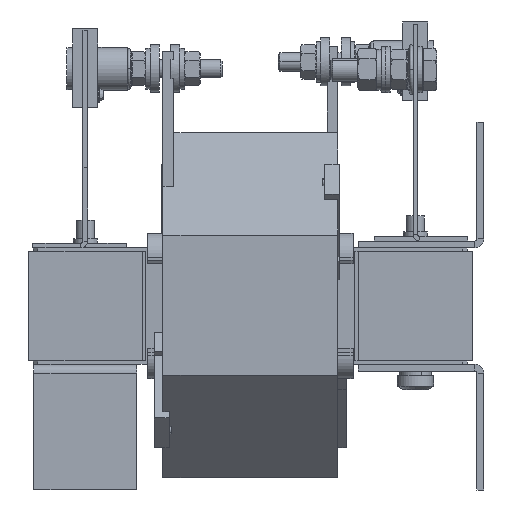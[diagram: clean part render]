
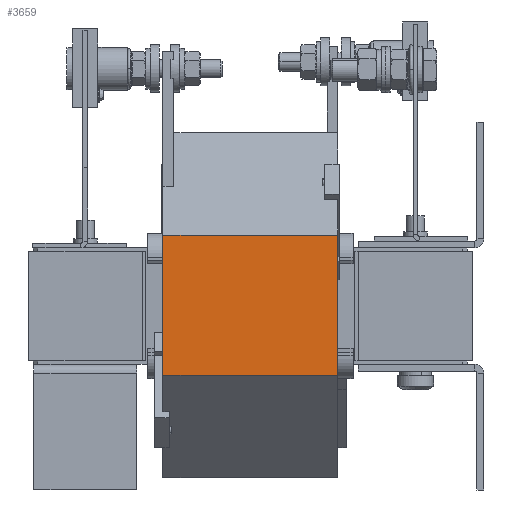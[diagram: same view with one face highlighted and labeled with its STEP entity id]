
A CAD part, left-side view. The second image highlights one B-rep face of the part: STEP entity #3659.
In plain terms, the highlighted planar face has unit normal (-1, 0, 0).
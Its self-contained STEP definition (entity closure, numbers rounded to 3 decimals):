
#452 = AXIS2_PLACEMENT_3D ( 'NONE', #2590, #24074, #31088 ) ;
#455 = VECTOR ( 'NONE', #15858, 1000. ) ;
#2348 = EDGE_CURVE ( 'Defeature ausgef�hrt2_249+Defeature ausgef�hrt2_248+Defeature ausgef�hrt2_234+Defeature ausgef�hrt2_237', #8657, #42237, #7865, .T. ) ;
#2590 = CARTESIAN_POINT ( 'NONE',  ( -237.256, 110.5, 31.134 ) ) ;
#2625 = CARTESIAN_POINT ( 'NONE',  ( -237.256, 110.5, 31.134 ) ) ;
#3659 = ADVANCED_FACE ( 'Defeature ausgef�hrt2_249', ( #4186 ), #35237, .F. ) ;
#4186 = FACE_OUTER_BOUND ( 'NONE', #33861, .T. ) ;
#7234 = ORIENTED_EDGE ( 'NONE', *, *, #2348, .T. ) ;
#7865 = LINE ( 'NONE', #38908, #12404 ) ;
#8657 = VERTEX_POINT ( 'NONE', #11119 ) ;
#11119 = CARTESIAN_POINT ( 'NONE',  ( -237.256, 110.5, -30.366 ) ) ;
#11654 = CARTESIAN_POINT ( 'NONE',  ( -237.256, 34., 31.134 ) ) ;
#12404 = VECTOR ( 'NONE', #13737, 1000. ) ;
#13737 = DIRECTION ( 'NONE',  ( 0., -1., 0. ) ) ;
#15410 = CARTESIAN_POINT ( 'NONE',  ( -237.256, 110.5, 31.134 ) ) ;
#15858 = DIRECTION ( 'NONE',  ( 0., 0., 1. ) ) ;
#16511 = DIRECTION ( 'NONE',  ( 0., -1., 0. ) ) ;
#17978 = VERTEX_POINT ( 'NONE', #35371 ) ;
#19592 = DIRECTION ( 'NONE',  ( 0., 0., 1. ) ) ;
#19855 = LINE ( 'NONE', #15410, #455 ) ;
#21834 = EDGE_CURVE ( 'Defeature ausgef�hrt2_249+Defeature ausgef�hrt2_237+Defeature ausgef�hrt2_248+Defeature ausgef�hrt2_242', #42237, #17978, #33128, .T. ) ;
#22577 = LINE ( 'NONE', #2625, #28812 ) ;
#23865 = ORIENTED_EDGE ( 'NONE', *, *, #26208, .F. ) ;
#24074 = DIRECTION ( 'NONE',  ( 1., 0., 0. ) ) ;
#26208 = EDGE_CURVE ( 'Defeature ausgef�hrt2_242+Defeature ausgef�hrt2_249+Defeature ausgef�hrt2_234+Defeature ausgef�hrt2_237', #29415, #17978, #22577, .T. ) ;
#26802 = CARTESIAN_POINT ( 'NONE',  ( -237.256, 110.5, 31.134 ) ) ;
#27435 = VECTOR ( 'NONE', #19592, 1000. ) ;
#28812 = VECTOR ( 'NONE', #16511, 1000. ) ;
#29415 = VERTEX_POINT ( 'NONE', #26802 ) ;
#29428 = CARTESIAN_POINT ( 'NONE',  ( -237.256, 34., -30.366 ) ) ;
#31088 = DIRECTION ( 'NONE',  ( 0., -1., 0. ) ) ;
#33128 = LINE ( 'NONE', #11654, #27435 ) ;
#33861 = EDGE_LOOP ( 'NONE', ( #34561, #23865, #44169, #7234 ) ) ;
#34561 = ORIENTED_EDGE ( 'NONE', *, *, #21834, .T. ) ;
#35237 = PLANE ( 'NONE',  #452 ) ;
#35371 = CARTESIAN_POINT ( 'NONE',  ( -237.256, 34., 31.134 ) ) ;
#37251 = EDGE_CURVE ( 'Defeature ausgef�hrt2_234+Defeature ausgef�hrt2_249+Defeature ausgef�hrt2_248+Defeature ausgef�hrt2_242', #8657, #29415, #19855, .T. ) ;
#38908 = CARTESIAN_POINT ( 'NONE',  ( -237.256, 110.5, -30.366 ) ) ;
#42237 = VERTEX_POINT ( 'NONE', #29428 ) ;
#44169 = ORIENTED_EDGE ( 'NONE', *, *, #37251, .F. ) ;
